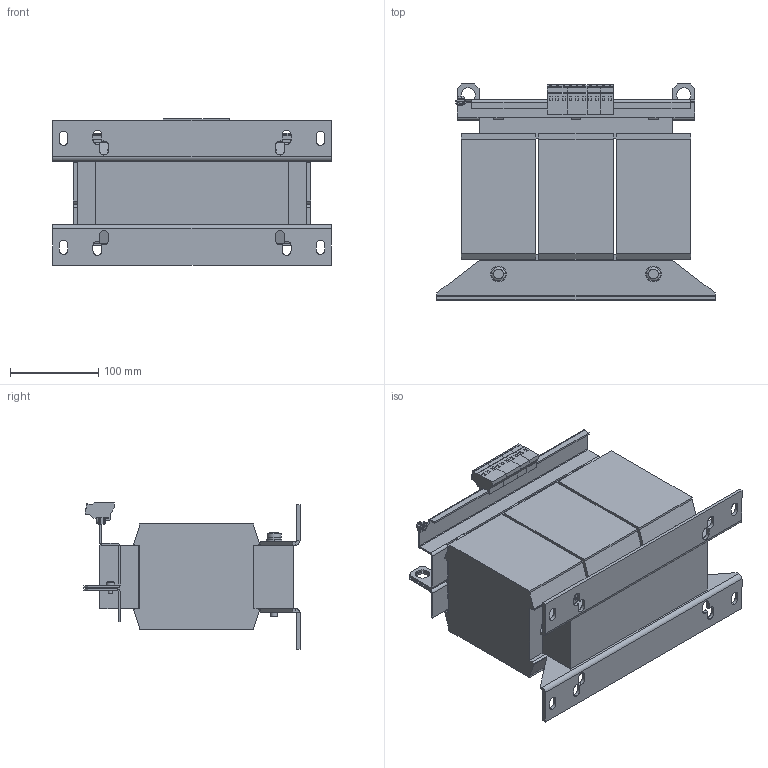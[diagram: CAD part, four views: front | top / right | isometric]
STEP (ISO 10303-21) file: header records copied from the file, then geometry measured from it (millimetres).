
FILE_DESCRIPTION (( 'STEP AP214' ), '1' );
FILE_NAME ('198100.STEP', '2020-05-28T17:26:31', ( '' ), ( '' ), 'SwSTEP 2.0', 'SolidWorks 2018', '' );
FILE_SCHEMA (( 'AUTOMOTIVE_DESIGN' ));
Length unit declared in the file: millimetre
Products named in the file (1): 198100
Bounding box: 316 x 245.5 x 166 mm (x, y, z)
Volume: 5769478.2 mm3; surface area: 450281.7 mm2
Topology: 1 solids, 1 shells, 644 faces, 1610 edges, 1008 vertices
Faces by surface type: plane 475, cylinder 141, torus 14, sphere 8, cone 6
Entity records: 19035 total; most frequent: CARTESIAN_POINT 3387, DIRECTION 3221, ORIENTED_EDGE 3216, EDGE_CURVE 1608, LINE 1229, VECTOR 1229, VERTEX_POINT 1008, AXIS2_PLACEMENT_3D 996
